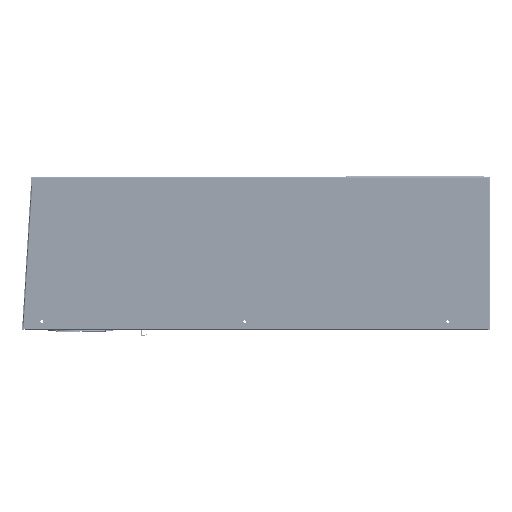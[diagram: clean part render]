
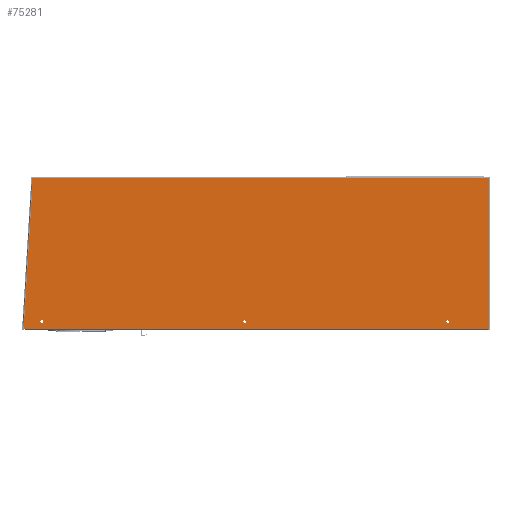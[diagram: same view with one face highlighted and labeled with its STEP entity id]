
A CAD part, left-side view. The second image highlights one B-rep face of the part: STEP entity #75281.
In plain terms, the highlighted planar face has unit normal (-1, 0, 0).
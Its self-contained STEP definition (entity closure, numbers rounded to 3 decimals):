
#45487=DIRECTION('',(0.,0.5,-0.866));
#45488=VECTOR('',#45487,1.155);
#45489=CARTESIAN_POINT('',(-152.,410.747,-1.));
#45490=LINE('',#45489,#45488);
#45491=DIRECTION('',(0.,-0.061,0.998));
#45492=VECTOR('',#45491,254.881);
#45493=CARTESIAN_POINT('',(-152.,412.247,-2.));
#45494=LINE('',#45493,#45492);
#45495=DIRECTION('',(0.,0.834,0.552));
#45496=VECTOR('',#45495,2.309);
#45497=CARTESIAN_POINT('',(-152.,396.686,252.406));
#45498=LINE('',#45497,#45496);
#45499=DIRECTION('',(0.,-0.061,0.998));
#45500=VECTOR('',#45499,13.845);
#45501=CARTESIAN_POINT('',(-152.,398.612,253.681));
#45502=LINE('',#45501,#45500);
#45503=DIRECTION('',(0.,0.5,0.866));
#45504=VECTOR('',#45503,1.155);
#45505=CARTESIAN_POINT('',(-152.,-412.077,-2.));
#45506=LINE('',#45505,#45504);
#45507=CARTESIAN_POINT('',(-152.,20.,12.));
#45508=DIRECTION('',(-1.,0.,0.));
#45509=DIRECTION('',(0.,-1.,0.));
#45510=AXIS2_PLACEMENT_3D('',#45507,#45508,#45509);
#45512=CARTESIAN_POINT('',(-152.,20.,12.));
#45513=DIRECTION('',(-1.,0.,0.));
#45514=DIRECTION('',(0.,1.,0.));
#45515=AXIS2_PLACEMENT_3D('',#45512,#45513,#45514);
#45517=CARTESIAN_POINT('',(-152.,380.,12.));
#45518=DIRECTION('',(-1.,0.,0.));
#45519=DIRECTION('',(0.,-1.,0.));
#45520=AXIS2_PLACEMENT_3D('',#45517,#45518,#45519);
#45522=CARTESIAN_POINT('',(-152.,380.,12.));
#45523=DIRECTION('',(-1.,0.,0.));
#45524=DIRECTION('',(0.,1.,0.));
#45525=AXIS2_PLACEMENT_3D('',#45522,#45523,#45524);
#45527=CARTESIAN_POINT('',(-152.,-340.,12.));
#45528=DIRECTION('',(-1.,0.,0.));
#45529=DIRECTION('',(0.,-1.,0.));
#45530=AXIS2_PLACEMENT_3D('',#45527,#45528,#45529);
#45532=CARTESIAN_POINT('',(-152.,-340.,12.));
#45533=DIRECTION('',(-1.,0.,0.));
#45534=DIRECTION('',(0.,1.,0.));
#45535=AXIS2_PLACEMENT_3D('',#45532,#45533,#45534);
#45551=DIRECTION('',(0.,-1.,0.));
#45552=VECTOR('',#45551,822.247);
#45553=CARTESIAN_POINT('',(-152.,410.747,-1.));
#45554=LINE('',#45553,#45552);
#45769=DIRECTION('',(0.,-1.,0.));
#45770=VECTOR('',#45769,0.923);
#45771=CARTESIAN_POINT('',(-152.,-412.077,-2.));
#45772=LINE('',#45771,#45770);
#45791=DIRECTION('',(0.,0.,1.));
#45792=VECTOR('',#45791,269.5);
#45793=CARTESIAN_POINT('',(-152.,-413.,-2.));
#45794=LINE('',#45793,#45792);
#45891=DIRECTION('',(0.,1.,0.));
#45892=VECTOR('',#45891,810.767);
#45893=CARTESIAN_POINT('',(-152.,-413.,267.5));
#45894=LINE('',#45893,#45892);
#68548=DIRECTION('',(0.,-1.,0.));
#68549=VECTOR('',#68548,0.923);
#68550=CARTESIAN_POINT('',(-152.,412.247,-2.));
#68551=LINE('',#68550,#68549);
#68627=CARTESIAN_POINT('',(-152.,410.747,-1.));
#68628=CARTESIAN_POINT('',(-152.,411.324,-2.));
#68629=VERTEX_POINT('',#68627);
#68630=VERTEX_POINT('',#68628);
#68631=CARTESIAN_POINT('',(-152.,412.247,-2.));
#68632=VERTEX_POINT('',#68631);
#68633=CARTESIAN_POINT('',(-152.,396.686,252.406));
#68634=VERTEX_POINT('',#68633);
#68635=CARTESIAN_POINT('',(-152.,398.612,253.681));
#68636=VERTEX_POINT('',#68635);
#68637=CARTESIAN_POINT('',(-152.,397.767,267.5));
#68638=VERTEX_POINT('',#68637);
#68639=CARTESIAN_POINT('',(-152.,-413.,267.5));
#68640=VERTEX_POINT('',#68639);
#68641=CARTESIAN_POINT('',(-152.,-413.,-2.));
#68642=VERTEX_POINT('',#68641);
#68643=CARTESIAN_POINT('',(-152.,-412.077,-2.));
#68644=VERTEX_POINT('',#68643);
#68645=CARTESIAN_POINT('',(-152.,-411.5,-1.));
#68646=VERTEX_POINT('',#68645);
#68647=CARTESIAN_POINT('',(-152.,17.5,12.));
#68648=CARTESIAN_POINT('',(-152.,22.5,12.));
#68649=VERTEX_POINT('',#68647);
#68650=VERTEX_POINT('',#68648);
#68651=CARTESIAN_POINT('',(-152.,377.5,12.));
#68652=CARTESIAN_POINT('',(-152.,382.5,12.));
#68653=VERTEX_POINT('',#68651);
#68654=VERTEX_POINT('',#68652);
#68655=CARTESIAN_POINT('',(-152.,-342.5,12.));
#68656=CARTESIAN_POINT('',(-152.,-337.5,12.));
#68657=VERTEX_POINT('',#68655);
#68658=VERTEX_POINT('',#68656);
#75236=CARTESIAN_POINT('',(-152.,0.,0.));
#75237=DIRECTION('',(1.,0.,0.));
#75238=DIRECTION('',(0.,0.,-1.));
#75239=AXIS2_PLACEMENT_3D('',#75236,#75237,#75238);
#75240=PLANE('',#75239);
#75242=ORIENTED_EDGE('',*,*,#75241,.T.);
#75244=ORIENTED_EDGE('',*,*,#75243,.F.);
#75246=ORIENTED_EDGE('',*,*,#75245,.T.);
#75248=ORIENTED_EDGE('',*,*,#75247,.T.);
#75250=ORIENTED_EDGE('',*,*,#75249,.T.);
#75252=ORIENTED_EDGE('',*,*,#75251,.F.);
#75254=ORIENTED_EDGE('',*,*,#75253,.F.);
#75256=ORIENTED_EDGE('',*,*,#75255,.F.);
#75258=ORIENTED_EDGE('',*,*,#75257,.T.);
#75260=ORIENTED_EDGE('',*,*,#75259,.F.);
#75261=EDGE_LOOP('',(#75242,#75244,#75246,#75248,#75250,#75252,#75254,#75256,
#75258,#75260));
#75262=FACE_OUTER_BOUND('',#75261,.F.);
#75264=ORIENTED_EDGE('',*,*,#75263,.T.);
#75266=ORIENTED_EDGE('',*,*,#75265,.T.);
#75267=EDGE_LOOP('',(#75264,#75266));
#75268=FACE_BOUND('',#75267,.F.);
#75270=ORIENTED_EDGE('',*,*,#75269,.T.);
#75272=ORIENTED_EDGE('',*,*,#75271,.T.);
#75273=EDGE_LOOP('',(#75270,#75272));
#75274=FACE_BOUND('',#75273,.F.);
#75276=ORIENTED_EDGE('',*,*,#75275,.T.);
#75278=ORIENTED_EDGE('',*,*,#75277,.T.);
#75279=EDGE_LOOP('',(#75276,#75278));
#75280=FACE_BOUND('',#75279,.F.);
#75281=ADVANCED_FACE('',(#75262,#75268,#75274,#75280),#75240,.F.);
#45511=CIRCLE('',#45510,2.5);
#45516=CIRCLE('',#45515,2.5);
#45521=CIRCLE('',#45520,2.5);
#45526=CIRCLE('',#45525,2.5);
#45531=CIRCLE('',#45530,2.5);
#45536=CIRCLE('',#45535,2.5);
#75241=EDGE_CURVE('',#68629,#68630,#45490,.T.);
#75243=EDGE_CURVE('',#68632,#68630,#68551,.T.);
#75245=EDGE_CURVE('',#68632,#68634,#45494,.T.);
#75247=EDGE_CURVE('',#68634,#68636,#45498,.T.);
#75249=EDGE_CURVE('',#68636,#68638,#45502,.T.);
#75251=EDGE_CURVE('',#68640,#68638,#45894,.T.);
#75253=EDGE_CURVE('',#68642,#68640,#45794,.T.);
#75255=EDGE_CURVE('',#68644,#68642,#45772,.T.);
#75257=EDGE_CURVE('',#68644,#68646,#45506,.T.);
#75259=EDGE_CURVE('',#68629,#68646,#45554,.T.);
#75263=EDGE_CURVE('',#68649,#68650,#45511,.T.);
#75265=EDGE_CURVE('',#68650,#68649,#45516,.T.);
#75269=EDGE_CURVE('',#68653,#68654,#45521,.T.);
#75271=EDGE_CURVE('',#68654,#68653,#45526,.T.);
#75275=EDGE_CURVE('',#68657,#68658,#45531,.T.);
#75277=EDGE_CURVE('',#68658,#68657,#45536,.T.);
